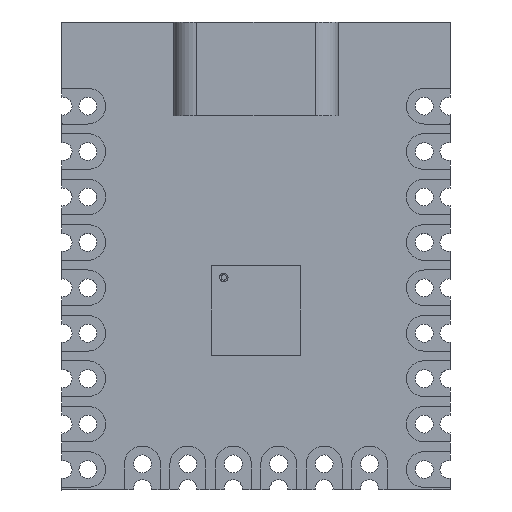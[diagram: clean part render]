
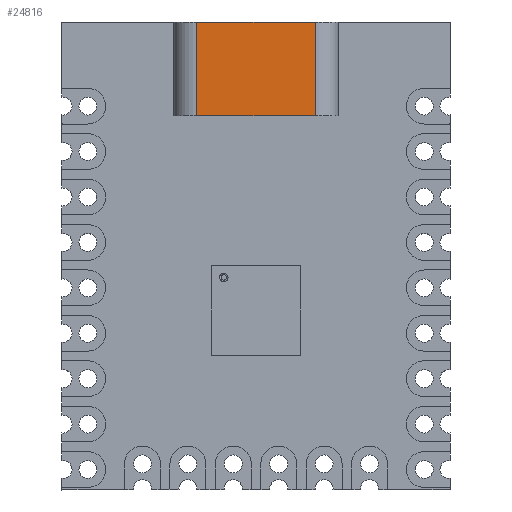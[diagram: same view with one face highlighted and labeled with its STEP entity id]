
A CAD part, top view. The second image highlights one B-rep face of the part: STEP entity #24816.
In plain terms, the highlighted planar face has unit normal (0, 0, 1).
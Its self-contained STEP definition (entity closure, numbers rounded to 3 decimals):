
#24689=CARTESIAN_POINT('',(14.175,20.91,4.16));
#24690=VERTEX_POINT('',#24689);
#24708=CARTESIAN_POINT('',(14.175,26.16,4.16));
#24709=VERTEX_POINT('',#24708);
#24717=CARTESIAN_POINT('',(14.175,20.91,4.16));
#24718=DIRECTION('',(0.0,1.0,0.0));
#24719=VECTOR('',#24718,1.0);
#24720=LINE('',#24717,#24719);
#24721=EDGE_CURVE('no 126',#24690,#24709,#24720,.T.);
#24762=CARTESIAN_POINT('',(7.545,20.91,4.16));
#24763=VERTEX_POINT('',#24762);
#24771=CARTESIAN_POINT('',(7.545,26.16,4.16));
#24772=VERTEX_POINT('',#24771);
#24773=CARTESIAN_POINT('',(7.545,20.91,4.16));
#24774=DIRECTION('',(0.0,1.0,0.0));
#24775=VECTOR('',#24774,1.0);
#24776=LINE('',#24773,#24775);
#24777=EDGE_CURVE('no 161',#24763,#24772,#24776,.T.);
#24795=CARTESIAN_POINT('',(7.545,20.91,4.16));
#24796=DIRECTION('',(1.0,0.0,0.0));
#24797=VECTOR('',#24796,1.0);
#24798=LINE('',#24795,#24797);
#24799=EDGE_CURVE('no 152',#24763,#24690,#24798,.T.);
#24800=ORIENTED_EDGE('no 138',*,*,#24799,.T.);
#24801=ORIENTED_EDGE('no 125',*,*,#24721,.T.);
#24802=CARTESIAN_POINT('',(7.545,26.16,4.16));
#24803=DIRECTION('',(-1.0,0.0,0.0));
#24804=VECTOR('',#24803,1.0);
#24805=LINE('',#24802,#24804);
#24806=EDGE_CURVE('no 135',#24709,#24772,#24805,.T.);
#24807=ORIENTED_EDGE('no 134',*,*,#24806,.T.);
#24808=ORIENTED_EDGE('no 158',*,*,#24777,.F.);
#24809=EDGE_LOOP('',(#24800,#24801,#24807,#24808));
#24810=FACE_OUTER_BOUND('',#24809,.T.);
#24811=CARTESIAN_POINT('',(14.175,20.91,4.16));
#24812=DIRECTION('',(0.0,0.0,1.0));
#24813=DIRECTION('',(-1.0,0.0,0.0));
#24814=AXIS2_PLACEMENT_3D('',#24811,#24812,#24813);
#24815=PLANE('',#24814);
#24816=ADVANCED_FACE('no 101',(#24810),#24815,.T.);
